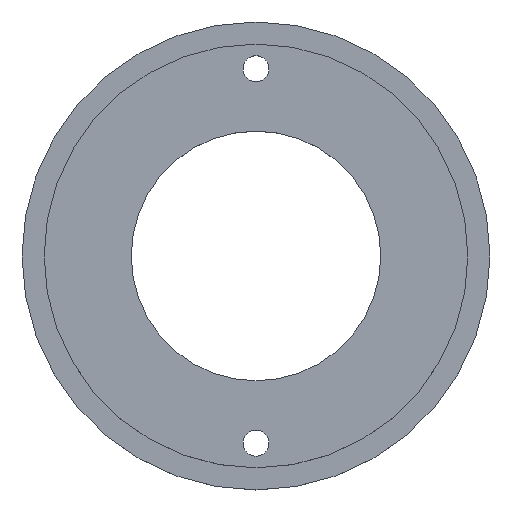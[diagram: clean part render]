
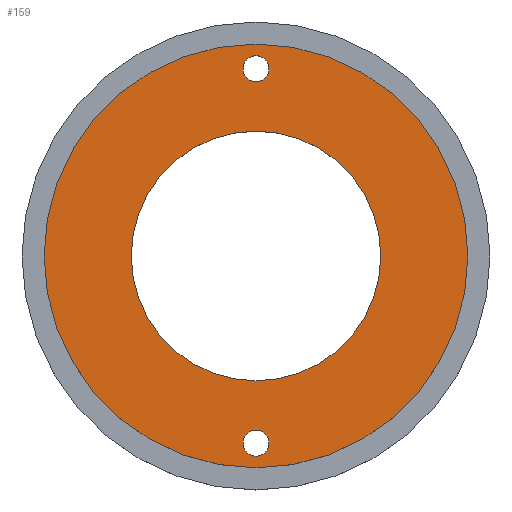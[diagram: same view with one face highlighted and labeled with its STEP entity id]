
A CAD part, top view. The second image highlights one B-rep face of the part: STEP entity #159.
In plain terms, the highlighted planar face has unit normal (0, 0, 1).
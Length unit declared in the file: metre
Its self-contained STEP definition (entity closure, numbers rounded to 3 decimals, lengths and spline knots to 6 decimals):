
#20=PLANE('',#186);
#27=ORIENTED_EDGE('',*,*,#54,.T.);
#28=ORIENTED_EDGE('',*,*,#55,.T.);
#29=ORIENTED_EDGE('',*,*,#56,.T.);
#30=ORIENTED_EDGE('',*,*,#57,.T.);
#54=EDGE_CURVE('',#68,#68,#82,.T.);
#55=EDGE_CURVE('',#69,#69,#83,.T.);
#56=EDGE_CURVE('',#70,#70,#84,.T.);
#57=EDGE_CURVE('',#71,#71,#85,.T.);
#68=VERTEX_POINT('',#268);
#69=VERTEX_POINT('',#271);
#70=VERTEX_POINT('',#273);
#71=VERTEX_POINT('',#275);
#82=CIRCLE('',#185,0.024);
#83=CIRCLE('',#187,0.0025);
#84=CIRCLE('',#188,0.0025);
#85=CIRCLE('',#189,0.04075);
#97=EDGE_LOOP('',(#27));
#98=EDGE_LOOP('',(#28));
#99=EDGE_LOOP('',(#29));
#100=EDGE_LOOP('',(#30));
#125=FACE_BOUND('',#97,.T.);
#126=FACE_BOUND('',#98,.T.);
#127=FACE_BOUND('',#99,.T.);
#128=FACE_BOUND('',#100,.T.);
#159=ADVANCED_FACE('',(#125,#126,#127,#128),#20,.T.);
#185=AXIS2_PLACEMENT_3D('',#267,#215,#216);
#186=AXIS2_PLACEMENT_3D('',#269,#217,#218);
#187=AXIS2_PLACEMENT_3D('',#270,#219,#220);
#188=AXIS2_PLACEMENT_3D('',#272,#221,#222);
#189=AXIS2_PLACEMENT_3D('',#274,#223,#224);
#215=DIRECTION('',(0.,0.,-1.));
#216=DIRECTION('',(1.,0.,0.));
#217=DIRECTION('',(0.,0.,1.));
#218=DIRECTION('',(0.,-1.,0.));
#219=DIRECTION('',(0.,0.,-1.));
#220=DIRECTION('',(1.,0.,0.));
#221=DIRECTION('',(0.,0.,-1.));
#222=DIRECTION('',(1.,0.,0.));
#223=DIRECTION('',(0.,0.,1.));
#224=DIRECTION('',(1.,0.,0.));
#267=CARTESIAN_POINT('',(0.,0.,0.006));
#268=CARTESIAN_POINT('',(0.024,0.,0.006));
#269=CARTESIAN_POINT('',(0.,0.,0.006));
#270=CARTESIAN_POINT('',(0.,0.036,0.006));
#271=CARTESIAN_POINT('',(0.0025,0.036,0.006));
#272=CARTESIAN_POINT('',(0.,-0.036,0.006));
#273=CARTESIAN_POINT('',(0.0025,-0.036,0.006));
#274=CARTESIAN_POINT('',(0.,0.,0.006));
#275=CARTESIAN_POINT('',(0.04075,0.,0.006));
